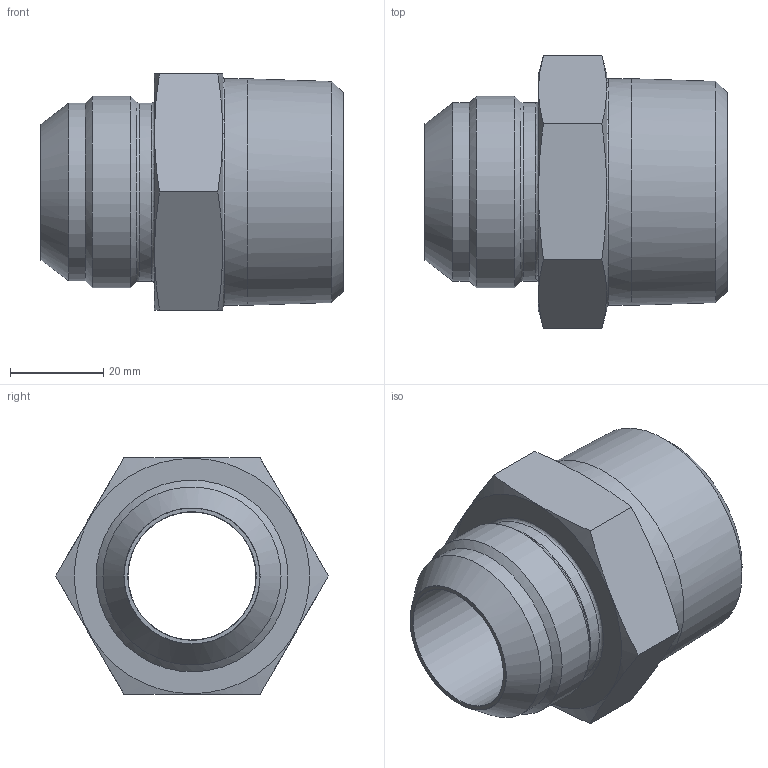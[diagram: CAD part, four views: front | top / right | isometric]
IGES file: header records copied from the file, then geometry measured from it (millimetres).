
Global section: file name: 20-24_FTX-S; native system: Autodesk Inventor 2016; preprocessor: unknown; author: 521589; date: 20170823.081407; units: inch
Bounding box: 64.77 x 58.44 x 50.61 mm (x, y, z)
Volume: 68671.9 mm3; surface area: 17560.3 mm2
Topology: 1 solids, 1 shells, 27 faces, 79 edges, 56 vertices
Faces by surface type: bspline 27
